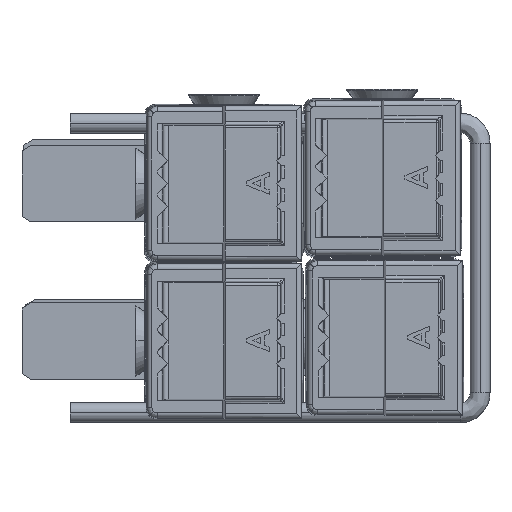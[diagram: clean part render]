
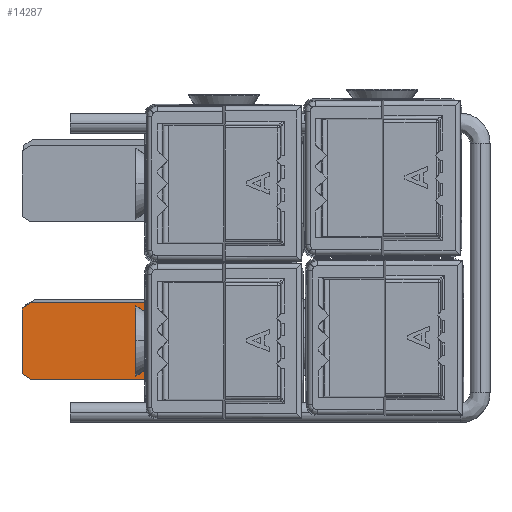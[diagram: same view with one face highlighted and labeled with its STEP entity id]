
A CAD part, left-side view. The second image highlights one B-rep face of the part: STEP entity #14287.
In plain terms, the highlighted planar face has unit normal (-1, 0, 0).
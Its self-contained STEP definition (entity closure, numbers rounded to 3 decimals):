
#14140 = EDGE_CURVE('',#14141,#14143,#14145,.T.);
#14141 = VERTEX_POINT('',#14142);
#14142 = CARTESIAN_POINT('',(-2.108,9.926,-3.556));
#14143 = VERTEX_POINT('',#14144);
#14144 = CARTESIAN_POINT('',(-2.108,9.926,-0.254));
#14145 = LINE('',#14146,#14147);
#14146 = CARTESIAN_POINT('',(-2.108,9.926,-3.81));
#14147 = VECTOR('',#14148,1.);
#14148 = DIRECTION('',(0.,0.,1.));
#14260 = EDGE_CURVE('',#14141,#14261,#14263,.T.);
#14261 = VERTEX_POINT('',#14262);
#14262 = CARTESIAN_POINT('',(-2.108,9.486,-3.81));
#14263 = LINE('',#14264,#14265);
#14264 = CARTESIAN_POINT('',(-2.108,9.486,-3.81));
#14265 = VECTOR('',#14266,1.);
#14266 = DIRECTION('',(0.,-0.866,-0.5));
#14287 = ADVANCED_FACE('',(#14288),#14322,.F.);
#14288 = FACE_BOUND('',#14289,.T.);
#14289 = EDGE_LOOP('',(#14290,#14300,#14306,#14307,#14308,#14316));
#14290 = ORIENTED_EDGE('',*,*,#14291,.T.);
#14291 = EDGE_CURVE('',#14292,#14294,#14296,.T.);
#14292 = VERTEX_POINT('',#14293);
#14293 = CARTESIAN_POINT('',(-2.108,-0.285,0.));
#14294 = VERTEX_POINT('',#14295);
#14295 = CARTESIAN_POINT('',(-2.108,9.486,0.));
#14296 = LINE('',#14297,#14298);
#14297 = CARTESIAN_POINT('',(-2.108,9.926,0.));
#14298 = VECTOR('',#14299,1.);
#14299 = DIRECTION('',(0.,1.,0.));
#14300 = ORIENTED_EDGE('',*,*,#14301,.T.);
#14301 = EDGE_CURVE('',#14294,#14143,#14302,.T.);
#14302 = LINE('',#14303,#14304);
#14303 = CARTESIAN_POINT('',(-2.108,9.926,-0.254));
#14304 = VECTOR('',#14305,1.);
#14305 = DIRECTION('',(0.,0.866,-0.5));
#14306 = ORIENTED_EDGE('',*,*,#14140,.F.);
#14307 = ORIENTED_EDGE('',*,*,#14260,.T.);
#14308 = ORIENTED_EDGE('',*,*,#14309,.F.);
#14309 = EDGE_CURVE('',#14310,#14261,#14312,.T.);
#14310 = VERTEX_POINT('',#14311);
#14311 = CARTESIAN_POINT('',(-2.108,-0.285,-3.81));
#14312 = LINE('',#14313,#14314);
#14313 = CARTESIAN_POINT('',(-2.108,9.926,-3.81));
#14314 = VECTOR('',#14315,1.);
#14315 = DIRECTION('',(0.,1.,0.));
#14316 = ORIENTED_EDGE('',*,*,#14317,.T.);
#14317 = EDGE_CURVE('',#14310,#14292,#14318,.T.);
#14318 = LINE('',#14319,#14320);
#14319 = CARTESIAN_POINT('',(-2.108,-0.285,0.)
  );
#14320 = VECTOR('',#14321,1.);
#14321 = DIRECTION('',(0.,0.,1.));
#14322 = PLANE('',#14323);
#14323 = AXIS2_PLACEMENT_3D('',#14324,#14325,#14326);
#14324 = CARTESIAN_POINT('',(-2.108,9.926,-3.81));
#14325 = DIRECTION('',(1.,0.,0.));
#14326 = DIRECTION('',(0.,-1.,0.));
